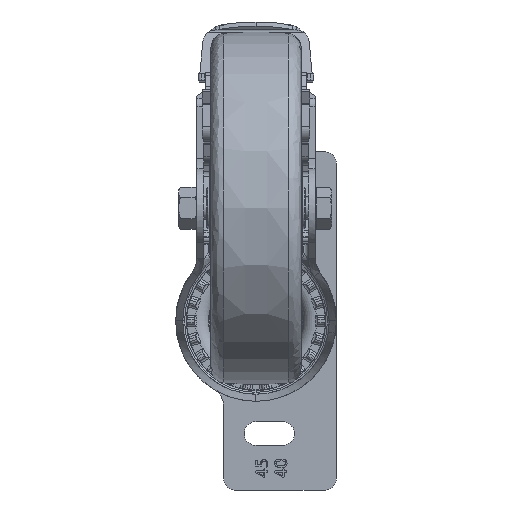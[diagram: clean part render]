
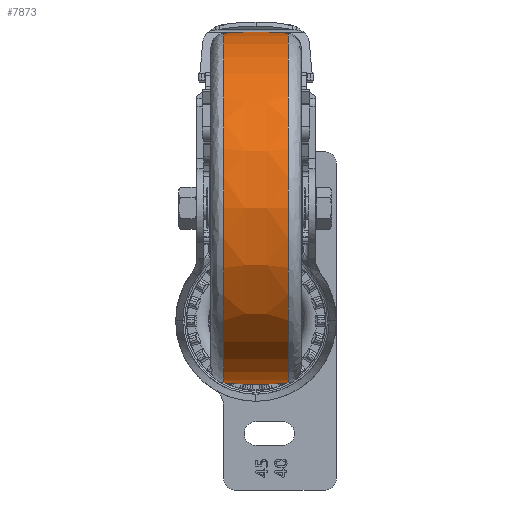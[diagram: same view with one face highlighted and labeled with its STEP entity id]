
A CAD part, front view. The second image highlights one B-rep face of the part: STEP entity #7873.
In plain terms, the highlighted free-form (B-spline) face has degree [3, 3] with [4, 4] control points.
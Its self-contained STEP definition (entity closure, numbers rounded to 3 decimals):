
#296 = DIRECTION ( 'NONE',  ( -1., 0., 0. ) ) ;
#1844 = CARTESIAN_POINT ( 'NONE',  ( -3.83, 0., -62.676 ) ) ;
#4905 = VERTEX_POINT ( 'NONE', #73783 ) ;
#7435 =( BOUNDED_SURFACE ( )  B_SPLINE_SURFACE ( 3, 3, ( 
 ( #39566, #33440, #77546, #39837 ),
 ( #1844, #46136, #8255, #52508 ),
 ( #14620, #58803, #20988, #65152 ),
 ( #27300, #71492, #33722, #77808 ) ),
 .UNSPECIFIED., .F., .F., .T. ) 
 B_SPLINE_SURFACE_WITH_KNOTS ( ( 4, 4 ),
 ( 4, 4 ),
 ( 0., 1. ),
 ( 0., 1. ),
 .UNSPECIFIED. ) 
 GEOMETRIC_REPRESENTATION_ITEM ( )  RATIONAL_B_SPLINE_SURFACE ( (
 ( 1., 0.333, 0.333, 1.),
 ( 0.997, 0.332, 0.332, 0.997),
 ( 0.997, 0.332, 0.332, 0.997),
 ( 1., 0.333, 0.333, 1.) ) ) 
 REPRESENTATION_ITEM ( '' )  SURFACE ( )  );
#7873 = ADVANCED_FACE ( 'NONE', ( #79606 ), #7435, .T. ) ;
#8255 = CARTESIAN_POINT ( 'NONE',  ( -3.83, -125.352, 62.676 ) ) ;
#8471 = CARTESIAN_POINT ( 'NONE',  ( 11.458, 0., -61.974 ) ) ;
#9373 = CIRCLE ( 'NONE', #28481, 61.974 ) ;
#13247 = CARTESIAN_POINT ( 'NONE',  ( 0., 0., -62.5 ) ) ;
#14620 = CARTESIAN_POINT ( 'NONE',  ( 3.83, 0., -62.676 ) ) ;
#16118 = CIRCLE ( 'NONE', #76024, 61.974 ) ;
#17572 = ORIENTED_EDGE ( 'NONE', *, *, #33950, .F. ) ;
#19594 = DIRECTION ( 'NONE',  ( 0., 0., 1. ) ) ;
#20851 = VERTEX_POINT ( 'NONE', #8471 ) ;
#20988 = CARTESIAN_POINT ( 'NONE',  ( 3.83, -125.352, 62.676 ) ) ;
#26893 = DIRECTION ( 'NONE',  ( 0., -1., 0. ) ) ;
#27300 = CARTESIAN_POINT ( 'NONE',  ( 11.458, 0., -61.974 ) ) ;
#28272 = DIRECTION ( 'NONE',  ( 1., 0., 0. ) ) ;
#28481 = AXIS2_PLACEMENT_3D ( 'NONE', #38305, #296, #44598 ) ;
#29686 = VERTEX_POINT ( 'NONE', #78967 ) ;
#33440 = CARTESIAN_POINT ( 'NONE',  ( -11.458, -123.947, -61.974 ) ) ;
#33722 = CARTESIAN_POINT ( 'NONE',  ( 11.458, -123.947, 61.974 ) ) ;
#33950 = EDGE_CURVE ( 'NONE', #29686, #4905, #48119, .T. ) ;
#37693 = EDGE_LOOP ( 'NONE', ( #56245, #77582, #48957, #17572 ) ) ;
#38224 = EDGE_CURVE ( 'NONE', #20851, #4905, #9373, .T. ) ;
#38305 = CARTESIAN_POINT ( 'NONE',  ( 11.458, 0., 0. ) ) ;
#38762 = AXIS2_PLACEMENT_3D ( 'NONE', #64733, #26893, #71086 ) ;
#39566 = CARTESIAN_POINT ( 'NONE',  ( -11.458, 0., -61.974 ) ) ;
#39837 = CARTESIAN_POINT ( 'NONE',  ( -11.458, 0., 61.974 ) ) ;
#44598 = DIRECTION ( 'NONE',  ( 0., 0., 1. ) ) ;
#46136 = CARTESIAN_POINT ( 'NONE',  ( -3.83, -125.352, -62.676 ) ) ;
#48119 = CIRCLE ( 'NONE', #60539, 125. ) ;
#48957 = ORIENTED_EDGE ( 'NONE', *, *, #38224, .T. ) ;
#52508 = CARTESIAN_POINT ( 'NONE',  ( -3.83, 0., 62.676 ) ) ;
#56245 = ORIENTED_EDGE ( 'NONE', *, *, #67771, .T. ) ;
#57457 = DIRECTION ( 'NONE',  ( 0., 1., 0. ) ) ;
#58803 = CARTESIAN_POINT ( 'NONE',  ( 3.83, -125.352, -62.676 ) ) ;
#60539 = AXIS2_PLACEMENT_3D ( 'NONE', #13247, #57457, #19594 ) ;
#64733 = CARTESIAN_POINT ( 'NONE',  ( 0., 0., 62.5 ) ) ;
#65152 = CARTESIAN_POINT ( 'NONE',  ( 3.83, 0., 62.676 ) ) ;
#66110 = CARTESIAN_POINT ( 'NONE',  ( -11.458, 0., 0. ) ) ;
#67771 = EDGE_CURVE ( 'NONE', #29686, #70747, #16118, .T. ) ;
#67979 = CIRCLE ( 'NONE', #38762, 125. ) ;
#70747 = VERTEX_POINT ( 'NONE', #81697 ) ;
#71086 = DIRECTION ( 'NONE',  ( 0., 0., -1. ) ) ;
#71492 = CARTESIAN_POINT ( 'NONE',  ( 11.458, -123.947, -61.974 ) ) ;
#71982 = EDGE_CURVE ( 'NONE', #70747, #20851, #67979, .T. ) ;
#72445 = DIRECTION ( 'NONE',  ( 0., 0., 1. ) ) ;
#73783 = CARTESIAN_POINT ( 'NONE',  ( 11.458, 0., 61.974 ) ) ;
#76024 = AXIS2_PLACEMENT_3D ( 'NONE', #66110, #28272, #72445 ) ;
#77546 = CARTESIAN_POINT ( 'NONE',  ( -11.458, -123.947, 61.974 ) ) ;
#77582 = ORIENTED_EDGE ( 'NONE', *, *, #71982, .T. ) ;
#77808 = CARTESIAN_POINT ( 'NONE',  ( 11.458, 0., 61.974 ) ) ;
#78967 = CARTESIAN_POINT ( 'NONE',  ( -11.458, 0., 61.974 ) ) ;
#79606 = FACE_OUTER_BOUND ( 'NONE', #37693, .T. ) ;
#81697 = CARTESIAN_POINT ( 'NONE',  ( -11.458, 0., -61.974 ) ) ;
